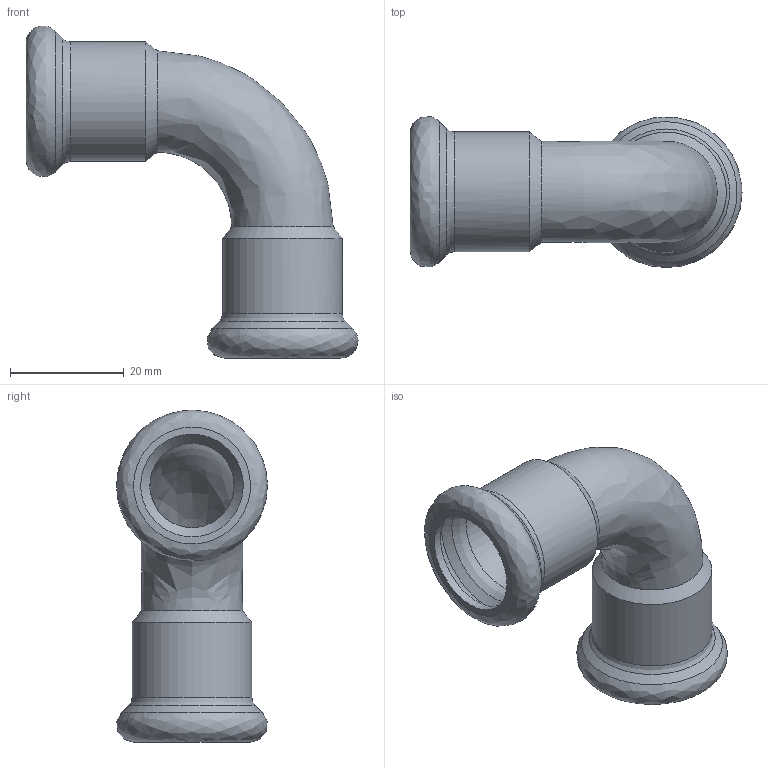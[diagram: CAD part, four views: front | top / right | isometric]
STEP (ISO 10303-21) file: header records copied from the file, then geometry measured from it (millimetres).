
FILE_DESCRIPTION(('FreeCAD Model'),'2;1');
FILE_NAME('Open CASCADE Shape Model','2025-10-20T15:02:21',('Author'),( ''),'Open CASCADE STEP processor 7.8','FreeCAD','Unknown');
FILE_SCHEMA(('AUTOMOTIVE_DESIGN { 1 0 10303 214 1 1 1 1 }'));
Length unit declared in the file: millimetre
Products named in the file (1): Solido1
Bounding box: 58.25 x 26.38 x 58.25 mm (x, y, z)
Volume: 7679 mm3; surface area: 10478.4 mm2
Topology: 1 solids, 1 shells, 28 faces, 96 edges, 72 vertices
Faces by surface type: bspline 28
Entity records: 1544 total; most frequent: CARTESIAN_POINT 1045, ORIENTED_EDGE 192, EDGE_CURVE 96, VERTEX_POINT 72, FACE_BOUND 32, EDGE_LOOP 32, ADVANCED_FACE 28, B_SPLINE_CURVE_WITH_KNOTS 14
